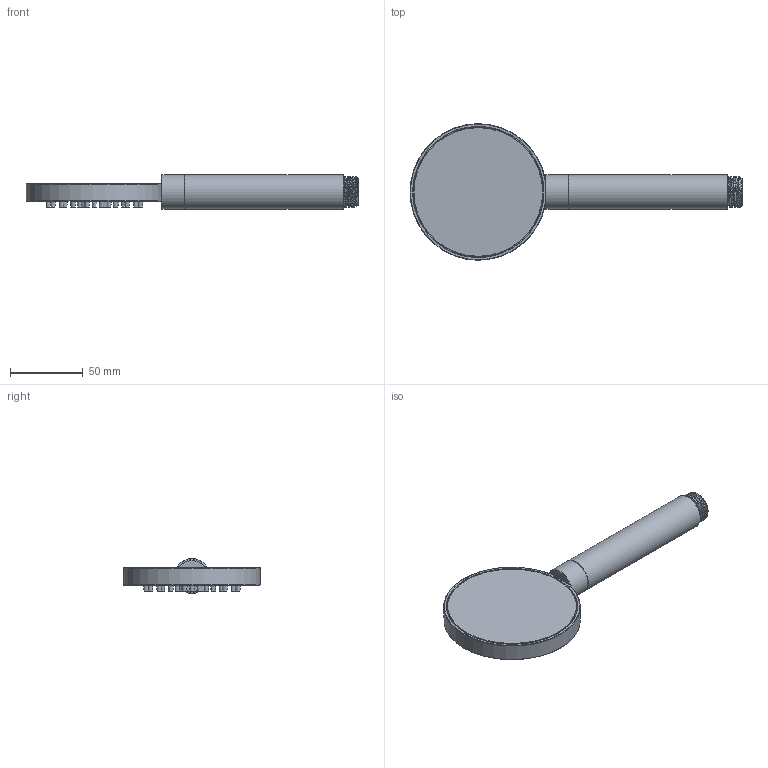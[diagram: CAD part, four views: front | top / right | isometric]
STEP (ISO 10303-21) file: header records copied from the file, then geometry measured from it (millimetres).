
FILE_DESCRIPTION(/* description */ ('Unknown'),/* implementation_level */ '2;1');
FILE_NAME(/* name */ 'M355-00',/* time_stamp */ '2024-11-08T17:20:29+01:00',/* author */ ('Unknown'),/* organization */ ('Unknown'),/* preprocessor_version */ 'ST-DEVELOPER v19.4',/* originating_system */ 'Solid Edge',/* authorisation */ 'Unknown');
FILE_SCHEMA (('AUTOMOTIVE_DESIGN {1 0 10303 214 3 1 1}'));
Length unit declared in the file: millimetre
Products named in the file (1): DOCCIA-D94_2_SW0007
Bounding box: 228.49 x 93.99 x 24 mm (x, y, z)
Volume: 139564 mm3; surface area: 45108.3 mm2
Topology: 2 solids, 2 shells, 245 faces, 467 edges, 310 vertices
Faces by surface type: plane 98, torus 49, cylinder 48, cone 44, bspline 6
Full cylindrical faces by diameter (mm): 0.7 x40, 15.2 x1, 24 x2, 89 x1, 90 x1
Entity records: 8138 total; most frequent: CARTESIAN_POINT 2195, DIRECTION 957, ORIENTED_EDGE 554, AXIS2_PLACEMENT_3D 474, EDGE_LOOP 463, FACE_BOUND 463, EDGE_CURVE 277, VERTEX_POINT 254
